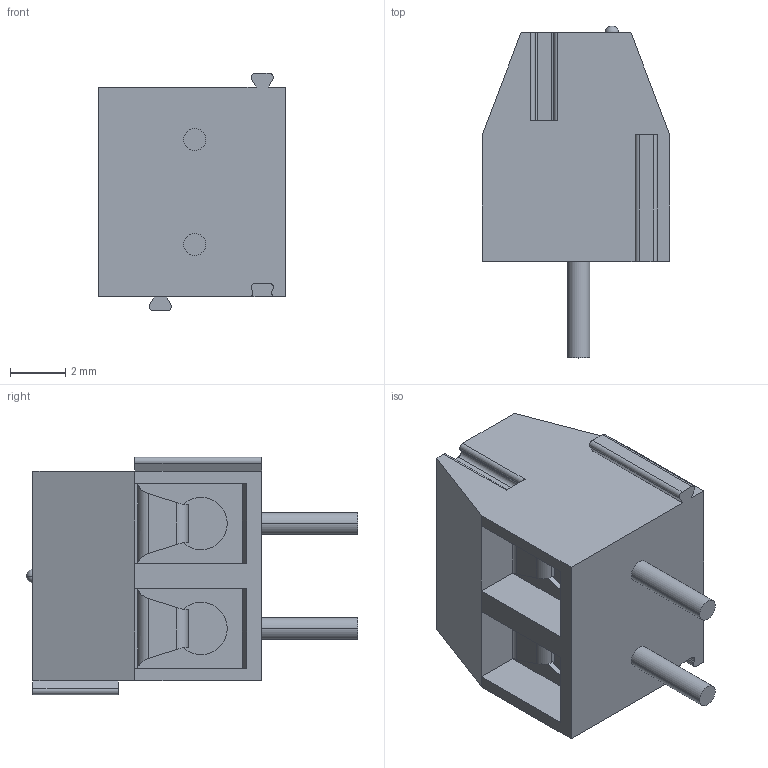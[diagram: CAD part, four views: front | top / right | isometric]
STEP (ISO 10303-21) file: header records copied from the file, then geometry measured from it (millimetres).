
FILE_DESCRIPTION((''),'2;1');
FILE_NAME('PRT0001','2025-04-06T',('sj'),(''),'PRO/ENGINEER BY PARAMETRIC TECHNOLOGY CORPORATION, 2013240','PRO/ENGINEER BY PARAMETRIC TECHNOLOGY CORPORATION, 2013240','');
FILE_SCHEMA(('AUTOMOTIVE_DESIGN_CC2 { 1 2 10303 214 -1 1 5 2 }'));
Length unit declared in the file: millimetre
Products named in the file (1): PRT0001
Bounding box: 6.8 x 12.05 x 8.62 mm (x, y, z)
Volume: 347.2 mm3; surface area: 437.8 mm2
Topology: 1 solids, 1 shells, 122 faces, 326 edges, 211 vertices
Faces by surface type: plane 72, cylinder 44, torus 4, sphere 2
Entity records: 3914 total; most frequent: CARTESIAN_POINT 835, ORIENTED_EDGE 648, DIRECTION 620, EDGE_CURVE 324, VERTEX_POINT 211, VECTOR 208, LINE 208, AXIS2_PLACEMENT_3D 206
